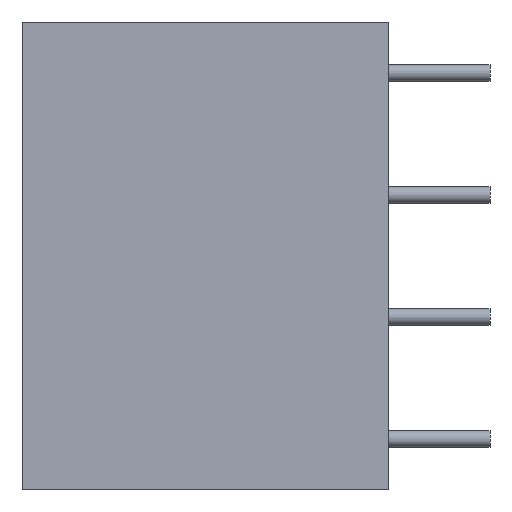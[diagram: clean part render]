
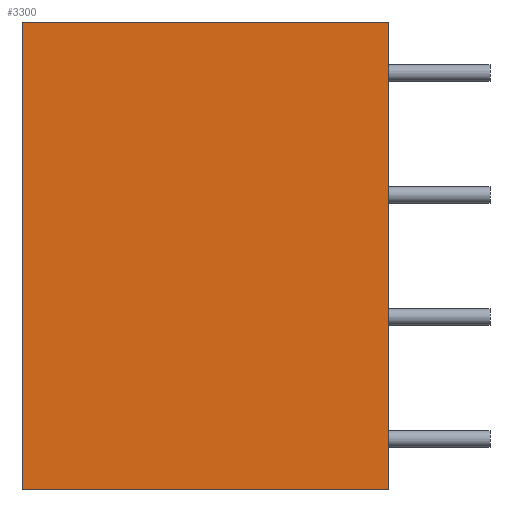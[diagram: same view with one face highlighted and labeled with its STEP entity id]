
A CAD part, left-side view. The second image highlights one B-rep face of the part: STEP entity #3300.
In plain terms, the highlighted planar face has unit normal (-1, 0, 0).
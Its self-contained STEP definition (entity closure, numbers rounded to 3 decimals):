
#570 = VECTOR ( 'NONE', #5680, 1000. ) ;
#580 = LINE ( 'NONE', #26787, #570 ) ;
#671 = DIRECTION ( 'NONE',  ( 0., 0., 1. ) ) ;
#1400 = LINE ( 'NONE', #22844, #13994 ) ;
#1808 = AXIS2_PLACEMENT_3D ( 'NONE', #6753, #17857, #28201 ) ;
#3300 = ADVANCED_FACE ( 'NONE', ( #25412 ), #30826, .F. ) ;
#3794 = LINE ( 'NONE', #21949, #34212 ) ;
#4398 = ORIENTED_EDGE ( 'NONE', *, *, #21836, .F. ) ;
#4699 = CARTESIAN_POINT ( 'NONE',  ( -19., 18., -11.5 ) ) ;
#5680 = DIRECTION ( 'NONE',  ( 0., 0., 1. ) ) ;
#5770 = ORIENTED_EDGE ( 'NONE', *, *, #8586, .T. ) ;
#6753 = CARTESIAN_POINT ( 'NONE',  ( -19., 18., 11.5 ) ) ;
#8359 = VERTEX_POINT ( 'NONE', #4699 ) ;
#8586 = EDGE_CURVE ( 'NONE', #14231, #22596, #3794, .T. ) ;
#8714 = CARTESIAN_POINT ( 'NONE',  ( -19., 18., 11.5 ) ) ;
#11411 = LINE ( 'NONE', #32642, #25387 ) ;
#11445 = EDGE_LOOP ( 'NONE', ( #5770, #12107, #4398, #16620 ) ) ;
#12107 = ORIENTED_EDGE ( 'NONE', *, *, #24040, .F. ) ;
#13994 = VECTOR ( 'NONE', #18283, 1000. ) ;
#14231 = VERTEX_POINT ( 'NONE', #24138 ) ;
#15556 = CARTESIAN_POINT ( 'NONE',  ( -19., 0., 11.5 ) ) ;
#16620 = ORIENTED_EDGE ( 'NONE', *, *, #21516, .T. ) ;
#17857 = DIRECTION ( 'NONE',  ( 1., 0., 0. ) ) ;
#18283 = DIRECTION ( 'NONE',  ( 0., -1., 0. ) ) ;
#21516 = EDGE_CURVE ( 'NONE', #8359, #14231, #11411, .T. ) ;
#21836 = EDGE_CURVE ( 'NONE', #8359, #25254, #580, .T. ) ;
#21949 = CARTESIAN_POINT ( 'NONE',  ( -19., 0., 11.5 ) ) ;
#22596 = VERTEX_POINT ( 'NONE', #15556 ) ;
#22844 = CARTESIAN_POINT ( 'NONE',  ( -19., 18., 11.5 ) ) ;
#24040 = EDGE_CURVE ( 'NONE', #25254, #22596, #1400, .T. ) ;
#24138 = CARTESIAN_POINT ( 'NONE',  ( -19., 0., -11.5 ) ) ;
#25254 = VERTEX_POINT ( 'NONE', #8714 ) ;
#25276 = DIRECTION ( 'NONE',  ( 0., -1., 0. ) ) ;
#25387 = VECTOR ( 'NONE', #25276, 1000. ) ;
#25412 = FACE_OUTER_BOUND ( 'NONE', #11445, .T. ) ;
#26787 = CARTESIAN_POINT ( 'NONE',  ( -19., 18., 11.5 ) ) ;
#28201 = DIRECTION ( 'NONE',  ( 0., 0., -1. ) ) ;
#30826 = PLANE ( 'NONE',  #1808 ) ;
#32642 = CARTESIAN_POINT ( 'NONE',  ( -19., 18., -11.5 ) ) ;
#34212 = VECTOR ( 'NONE', #671, 1000. ) ;
